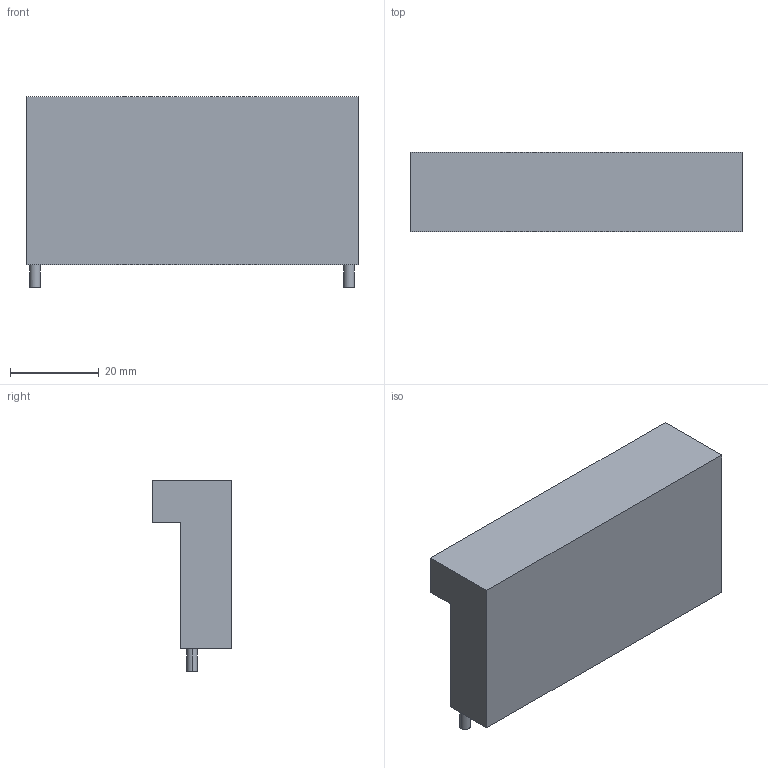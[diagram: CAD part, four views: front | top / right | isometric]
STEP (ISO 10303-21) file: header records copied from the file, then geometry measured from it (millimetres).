
FILE_DESCRIPTION(/* description */ (''),/* implementation_level */ '2;1');
FILE_NAME(/* name */ 'OMNI-220-18-75-3C',/* time_stamp */ '2021-01-07T12:59:59+00:00',/* author */ (''),/* organization */ (''),/* preprocessor_version */ 'ST-DEVELOPER v16.5',/* originating_system */ '',/* authorisation */ '');
FILE_SCHEMA (('AUTOMOTIVE_DESIGN'));
Length unit declared in the file: millimetre
Products named in the file (1): Document
Bounding box: 75 x 18 x 43.1 mm (x, y, z)
Volume: 37818.6 mm3; surface area: 9505.6 mm2
Topology: 3 solids, 3 shells, 16 faces, 30 edges, 20 vertices
Faces by surface type: plane 12, bspline 4
Entity records: 422 total; most frequent: CARTESIAN_POINT 158, ORIENTED_EDGE 60, EDGE_CURVE 30, B_SPLINE_CURVE_WITH_KNOTS 22, VERTEX_POINT 20, ADVANCED_FACE 16, FACE_OUTER_BOUND 16, EDGE_LOOP 16
